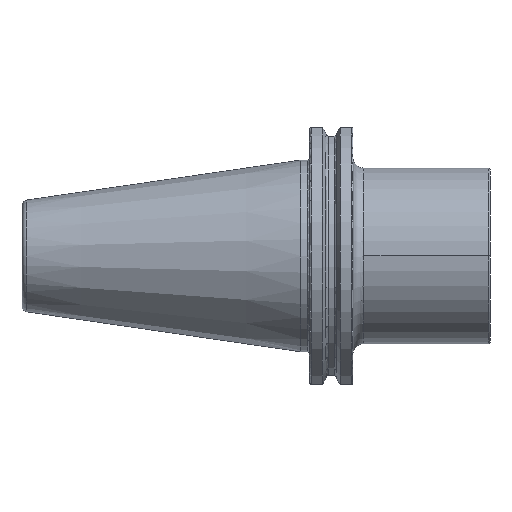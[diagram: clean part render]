
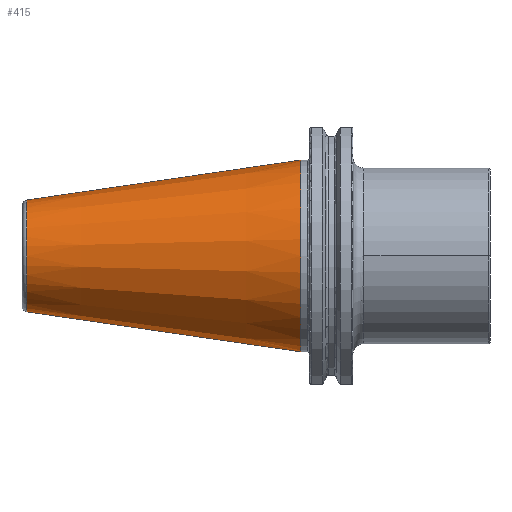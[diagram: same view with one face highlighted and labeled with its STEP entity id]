
A CAD part, front view. The second image highlights one B-rep face of the part: STEP entity #415.
In plain terms, the highlighted conical face has half-angle 8.297 degrees and reference radius 34.925 mm.
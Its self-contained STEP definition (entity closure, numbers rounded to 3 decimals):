
#231 = LINE ( 'NONE', #1169, #2446 ) ;
#296 = AXIS2_PLACEMENT_3D ( 'NONE', #565, #3836, #1056 ) ;
#312 = ORIENTED_EDGE ( 'NONE', *, *, #5282, .F. ) ;
#318 = VERTEX_POINT ( 'NONE', #2044 ) ;
#415 = ADVANCED_FACE ( 'NONE', ( #2982 ), #3128, .T. ) ;
#565 = CARTESIAN_POINT ( 'NONE',  ( -99.889, 0., 0. ) ) ;
#796 = CIRCLE ( 'NONE', #2327, 34.925 ) ;
#903 = EDGE_CURVE ( 'NONE', #318, #5037, #796, .T. ) ;
#1009 = VERTEX_POINT ( 'NONE', #5180 ) ;
#1056 = DIRECTION ( 'NONE',  ( 0., 0., 1. ) ) ;
#1063 = EDGE_CURVE ( 'NONE', #4176, #318, #2201, .T. ) ;
#1169 = CARTESIAN_POINT ( 'NONE',  ( 0., 0., 34.925 ) ) ;
#1185 = DIRECTION ( 'NONE',  ( 0.99, 0., 0.144 ) ) ;
#1486 = CARTESIAN_POINT ( 'NONE',  ( -99.889, 0., -20.358 ) ) ;
#1907 = VECTOR ( 'NONE', #5621, 1000. ) ;
#1980 = CIRCLE ( 'NONE', #296, 20.358 ) ;
#2044 = CARTESIAN_POINT ( 'NONE',  ( 0., 0., -34.925 ) ) ;
#2122 = CARTESIAN_POINT ( 'NONE',  ( 0., 0., -34.925 ) ) ;
#2201 = LINE ( 'NONE', #2122, #1907 ) ;
#2295 = EDGE_LOOP ( 'NONE', ( #4276, #312, #3357, #4826 ) ) ;
#2327 = AXIS2_PLACEMENT_3D ( 'NONE', #3987, #4010, #4028 ) ;
#2446 = VECTOR ( 'NONE', #1185, 1000. ) ;
#2590 = DIRECTION ( 'NONE',  ( 0., 0., -1. ) ) ;
#2982 = FACE_OUTER_BOUND ( 'NONE', #2295, .T. ) ;
#3128 = CONICAL_SURFACE ( 'NONE', #3513, 34.925, 0.145 ) ;
#3357 = ORIENTED_EDGE ( 'NONE', *, *, #1063, .T. ) ;
#3513 = AXIS2_PLACEMENT_3D ( 'NONE', #4877, #4978, #2590 ) ;
#3836 = DIRECTION ( 'NONE',  ( -1., 0., 0. ) ) ;
#3987 = CARTESIAN_POINT ( 'NONE',  ( 0., 0., 0. ) ) ;
#4010 = DIRECTION ( 'NONE',  ( -1., 0., 0. ) ) ;
#4028 = DIRECTION ( 'NONE',  ( 0., 0., 1. ) ) ;
#4176 = VERTEX_POINT ( 'NONE', #1486 ) ;
#4276 = ORIENTED_EDGE ( 'NONE', *, *, #4455, .F. ) ;
#4455 = EDGE_CURVE ( 'NONE', #1009, #5037, #231, .T. ) ;
#4826 = ORIENTED_EDGE ( 'NONE', *, *, #903, .T. ) ;
#4877 = CARTESIAN_POINT ( 'NONE',  ( 0., 0., 0. ) ) ;
#4978 = DIRECTION ( 'NONE',  ( 1., 0., 0. ) ) ;
#5037 = VERTEX_POINT ( 'NONE', #5399 ) ;
#5180 = CARTESIAN_POINT ( 'NONE',  ( -99.889, 0., 20.358 ) ) ;
#5282 = EDGE_CURVE ( 'NONE', #4176, #1009, #1980, .T. ) ;
#5399 = CARTESIAN_POINT ( 'NONE',  ( 0., 0., 34.925 ) ) ;
#5621 = DIRECTION ( 'NONE',  ( 0.99, 0., -0.144 ) ) ;
